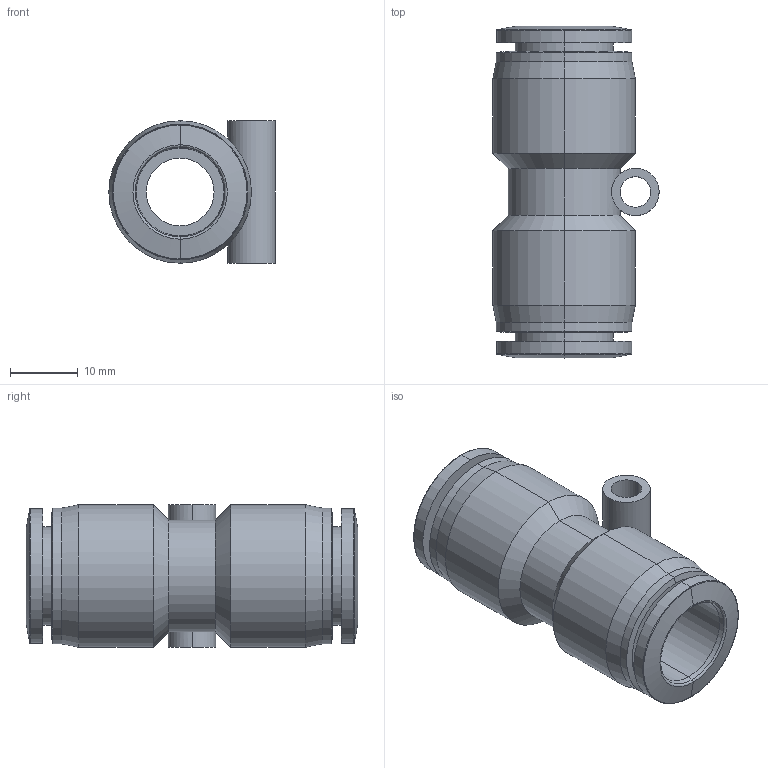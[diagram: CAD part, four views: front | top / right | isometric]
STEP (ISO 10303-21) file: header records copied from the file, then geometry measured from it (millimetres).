
FILE_DESCRIPTION (( 'STEP AP214' ), '1' );
FILE_NAME ('US12.step', '2016-02-24T20:49:25', ( '' ), ( '' ), 'SwSTEP 2.0', 'SolidWorks 2015', '' );
FILE_SCHEMA (( 'AUTOMOTIVE_DESIGN' ));
Length unit declared in the file: inch
Products named in the file (1): US12
Bounding box: 24.5 x 48.9 x 21 mm (x, y, z)
Volume: 8930 mm3; surface area: 6766.5 mm2
Topology: 1 solids, 1 shells, 64 faces, 131 edges, 74 vertices
Faces by surface type: cylinder 28, cone 20, bspline 8, plane 8
Entity records: 2711 total; most frequent: CARTESIAN_POINT 462, DIRECTION 323, ORIENTED_EDGE 262, AXIS2_PLACEMENT_3D 137, EDGE_CURVE 131, CIRCLE 80, VERTEX_POINT 74, EDGE_LOOP 73
